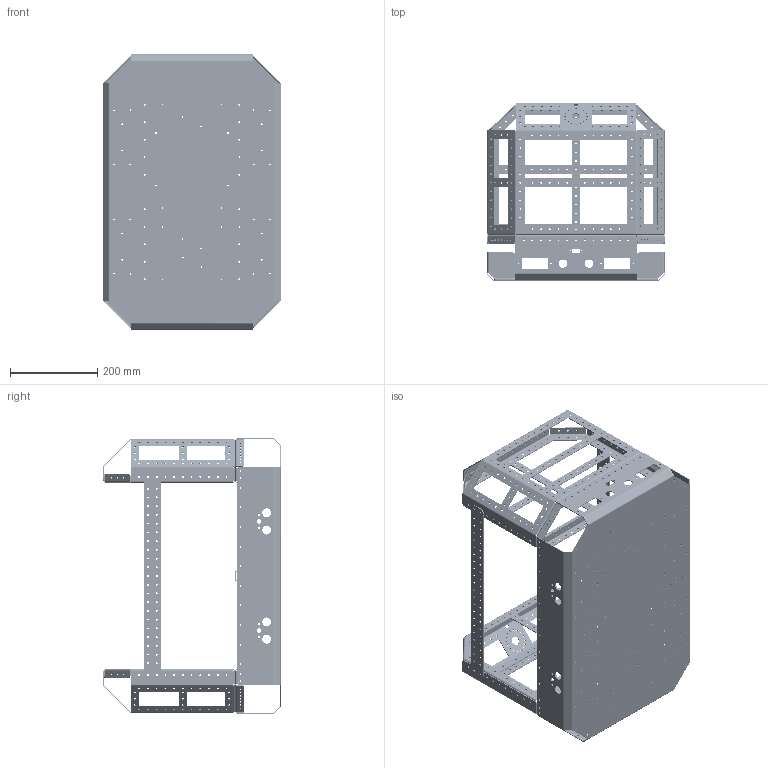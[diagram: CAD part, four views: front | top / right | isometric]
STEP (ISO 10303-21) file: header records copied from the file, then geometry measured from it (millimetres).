
FILE_DESCRIPTION(/* description */ (''),/* implementation_level */ '2;1');
FILE_NAME(/* name */ 'ROVER6_FRAME_ASSEMBLY.step',/* time_stamp */ '2024-07-21T23:23:03+03:00',/* author */ (''),/* organization */ (''),/* preprocessor_version */ 'ST-DEVELOPER v20',/* originating_system */ 'Autodesk Translation Framework v13.14.0.145',/* authorisation */ '');
FILE_SCHEMA (('AUTOMOTIVE_DESIGN { 1 0 10303 214 3 1 1 }'));
Length unit declared in the file: millimetre
Products named in the file (8): ROVER6_FRAME_ASSEMBLY; ROVER6_FRAME_BOTTOM; ROVER6_FRAME_FRONT_REAR_SUPPORT; ROVER6_FRAME_FRONT_REAR_BRAKET; ROVER6_FRAME_FRONT_REAR_PLATE; ROVER6_FRAME_CENTRAL_BRAKET; ROVER6_WHEEL_SUPPORT_BRAKET; ROVER6_FRAME_SIDE_PANEL
Assembly tree (14 placements, depth 2):
  ROVER6_FRAME_ASSEMBLY
    ROVER6_FRAME_BOTTOM
    ROVER6_FRAME_FRONT_REAR_SUPPORT  x2
    ROVER6_FRAME_FRONT_REAR_BRAKET  x2
    ROVER6_FRAME_FRONT_REAR_PLATE  x2
    ROVER6_FRAME_CENTRAL_BRAKET
    ROVER6_WHEEL_SUPPORT_BRAKET  x4
    ROVER6_FRAME_SIDE_PANEL  x2
Bounding box: 410 x 406.2 x 631.11 mm (x, y, z)
Volume: 1736711.7 mm3; surface area: 1833756.9 mm2
Topology: 14 solids, 14 shells, 2235 faces, 6077 edges, 3870 vertices
Faces by surface type: cylinder 1515, plane 696, bspline 24
Full cylindrical faces by diameter (mm): 3.2 x4, 3.5 x50, 4.5 x1135, 6 x16, 10 x8, 20 x22
Entity records: 43979 total; most frequent: DIRECTION 7681, CARTESIAN_POINT 7301, ORIENTED_EDGE 6898, EDGE_CURVE 3449, AXIS2_PLACEMENT_3D 2992, EDGE_LOOP 2753, VERTEX_POINT 2200, CIRCLE 1716
